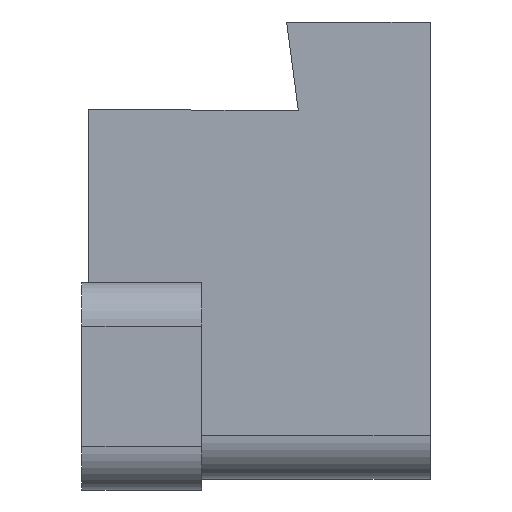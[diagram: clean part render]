
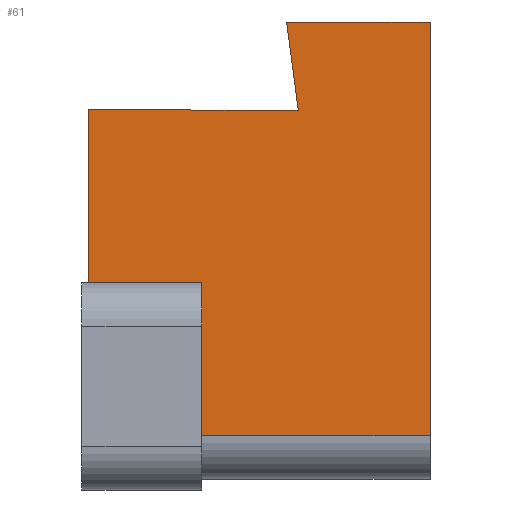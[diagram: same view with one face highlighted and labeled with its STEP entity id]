
A CAD part, left-side view. The second image highlights one B-rep face of the part: STEP entity #61.
In plain terms, the highlighted planar face has unit normal (-1, 0, 0).
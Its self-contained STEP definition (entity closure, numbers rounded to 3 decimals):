
#61=ADVANCED_FACE('',(#98),#82,.F.);
#82=PLANE('',#410);
#98=FACE_OUTER_BOUND('',#119,.T.);
#119=EDGE_LOOP('',(#143,#144,#145,#146,#147,#148,#149,#150));
#143=ORIENTED_EDGE('',*,*,#279,.T.);
#144=ORIENTED_EDGE('',*,*,#280,.T.);
#145=ORIENTED_EDGE('',*,*,#281,.T.);
#146=ORIENTED_EDGE('',*,*,#282,.F.);
#147=ORIENTED_EDGE('',*,*,#283,.T.);
#148=ORIENTED_EDGE('',*,*,#284,.T.);
#149=ORIENTED_EDGE('',*,*,#277,.T.);
#150=ORIENTED_EDGE('',*,*,#285,.T.);
#243=VERTEX_POINT('',#550);
#244=VERTEX_POINT('',#552);
#245=VERTEX_POINT('',#556);
#246=VERTEX_POINT('',#557);
#247=VERTEX_POINT('',#559);
#248=VERTEX_POINT('',#561);
#249=VERTEX_POINT('',#563);
#250=VERTEX_POINT('',#565);
#277=EDGE_CURVE('',#244,#243,#328,.T.);
#279=EDGE_CURVE('',#245,#246,#330,.T.);
#280=EDGE_CURVE('',#246,#247,#331,.T.);
#281=EDGE_CURVE('',#247,#248,#332,.T.);
#282=EDGE_CURVE('',#249,#248,#333,.T.);
#283=EDGE_CURVE('',#249,#250,#334,.T.);
#284=EDGE_CURVE('',#250,#244,#335,.T.);
#285=EDGE_CURVE('',#243,#245,#336,.T.);
#328=LINE('',#551,#369);
#330=LINE('',#555,#371);
#331=LINE('',#558,#372);
#332=LINE('',#560,#373);
#333=LINE('',#562,#374);
#334=LINE('',#564,#375);
#335=LINE('',#566,#376);
#336=LINE('',#567,#377);
#369=VECTOR('',#444,1.);
#371=VECTOR('',#448,1.);
#372=VECTOR('',#449,1.);
#373=VECTOR('',#450,1.);
#374=VECTOR('',#451,1.);
#375=VECTOR('',#452,1.);
#376=VECTOR('',#453,1.);
#377=VECTOR('',#454,1.);
#410=AXIS2_PLACEMENT_3D('',#568,#455,#456);
#444=DIRECTION('',(0.,1.,0.009));
#448=DIRECTION('',(0.,-1.,0.));
#449=DIRECTION('',(0.,0.,-1.));
#450=DIRECTION('',(0.,-1.,0.));
#451=DIRECTION('',(0.,0.,-1.));
#452=DIRECTION('',(0.,1.,0.));
#453=DIRECTION('',(0.,-0.131,-0.991));
#454=DIRECTION('',(0.,0.,-1.));
#455=DIRECTION('',(1.,0.,0.));
#456=DIRECTION('',(0.,0.,-1.));
#550=CARTESIAN_POINT('',(-18.25,31.4,-8.003));
#551=CARTESIAN_POINT('',(-18.25,0.072,-8.276));
#552=CARTESIAN_POINT('',(-18.25,12.111,-8.171));
#555=CARTESIAN_POINT('',(-18.25,0.,-23.95));
#556=CARTESIAN_POINT('',(-18.25,31.4,-23.95));
#557=CARTESIAN_POINT('',(-18.25,21.,-23.95));
#558=CARTESIAN_POINT('',(-18.25,21.,0.));
#559=CARTESIAN_POINT('',(-18.25,21.,-38.));
#560=CARTESIAN_POINT('',(-18.25,0.,-38.));
#561=CARTESIAN_POINT('',(-18.25,0.,-38.));
#562=CARTESIAN_POINT('',(-18.25,0.,0.));
#563=CARTESIAN_POINT('',(-18.25,0.,0.));
#564=CARTESIAN_POINT('',(-18.25,0.,0.));
#565=CARTESIAN_POINT('',(-18.25,13.187,0.));
#566=CARTESIAN_POINT('',(-18.25,12.962,-1.706));
#567=CARTESIAN_POINT('',(-18.25,31.4,0.));
#568=CARTESIAN_POINT('',(-18.25,0.,0.));
